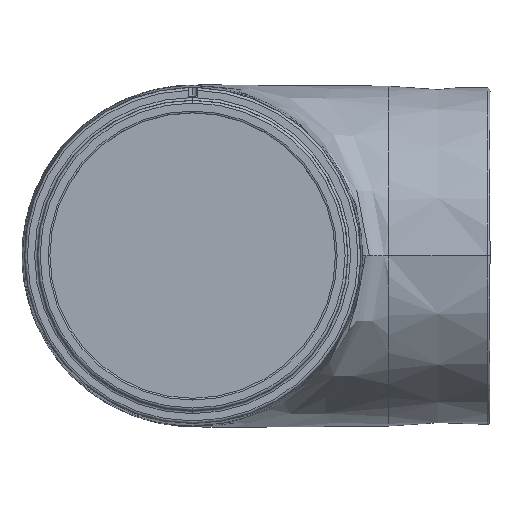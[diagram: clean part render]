
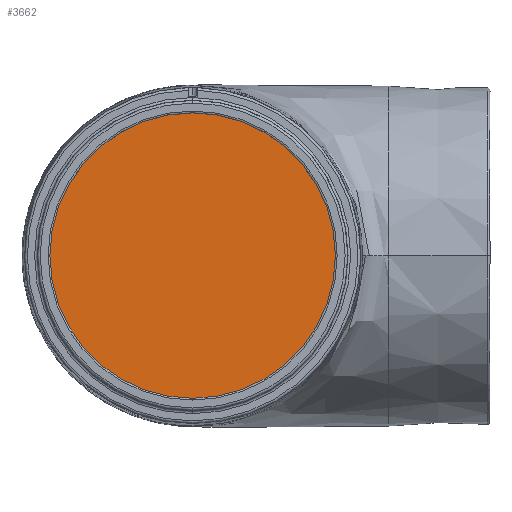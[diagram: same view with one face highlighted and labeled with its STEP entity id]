
A CAD part, top view. The second image highlights one B-rep face of the part: STEP entity #3662.
In plain terms, the highlighted planar face has unit normal (0, 0, 1).
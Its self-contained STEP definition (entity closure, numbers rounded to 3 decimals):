
#485 = CARTESIAN_POINT ( 'NONE',  ( -63.396, 0., 231.137 ) ) ;
#3662 = ADVANCED_FACE ( 'NONE', ( #13840 ), #29834, .F. ) ;
#3967 = AXIS2_PLACEMENT_3D ( 'NONE', #485, #6013, #16444 ) ;
#6013 = DIRECTION ( 'NONE',  ( 0., 0., -1. ) ) ;
#6652 = DIRECTION ( 'NONE',  ( 1., 0., 0. ) ) ;
#6809 = CARTESIAN_POINT ( 'NONE',  ( -79.496, 0., 231.137 ) ) ;
#8354 = VERTEX_POINT ( 'NONE', #27108 ) ;
#9031 = AXIS2_PLACEMENT_3D ( 'NONE', #27859, #22297, #6652 ) ;
#9967 = AXIS2_PLACEMENT_3D ( 'NONE', #22747, #33197, #31278 ) ;
#13476 = CIRCLE ( 'NONE', #9031, 16.1 ) ;
#13840 = FACE_OUTER_BOUND ( 'NONE', #31554, .T. ) ;
#16444 = DIRECTION ( 'NONE',  ( -1., 0., 0. ) ) ;
#20868 = VERTEX_POINT ( 'NONE', #6809 ) ;
#22297 = DIRECTION ( 'NONE',  ( 0., 0., 1. ) ) ;
#22338 = EDGE_CURVE ( 'NONE', #8354, #20868, #13476, .T. ) ;
#22747 = CARTESIAN_POINT ( 'NONE',  ( -63.396, 0., 231.137 ) ) ;
#24943 = CIRCLE ( 'NONE', #9967, 16.1 ) ;
#27108 = CARTESIAN_POINT ( 'NONE',  ( -47.296, 0., 231.137 ) ) ;
#27859 = CARTESIAN_POINT ( 'NONE',  ( -63.396, 0., 231.137 ) ) ;
#29344 = ORIENTED_EDGE ( 'NONE', *, *, #22338, .T. ) ;
#29834 = PLANE ( 'NONE',  #3967 ) ;
#30048 = ORIENTED_EDGE ( 'NONE', *, *, #34202, .T. ) ;
#31278 = DIRECTION ( 'NONE',  ( 1., 0., 0. ) ) ;
#31554 = EDGE_LOOP ( 'NONE', ( #30048, #29344 ) ) ;
#33197 = DIRECTION ( 'NONE',  ( 0., 0., 1. ) ) ;
#34202 = EDGE_CURVE ( 'NONE', #20868, #8354, #24943, .T. ) ;
